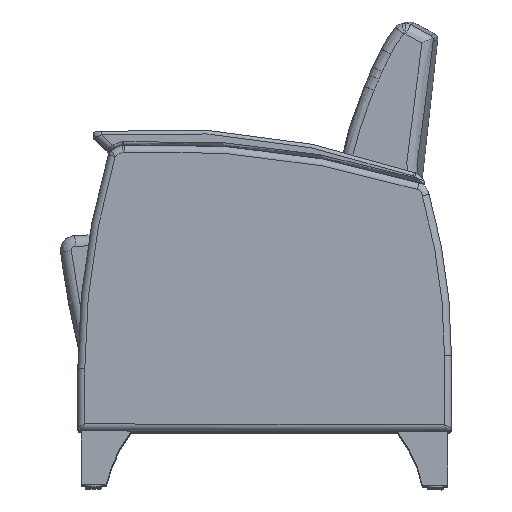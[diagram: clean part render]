
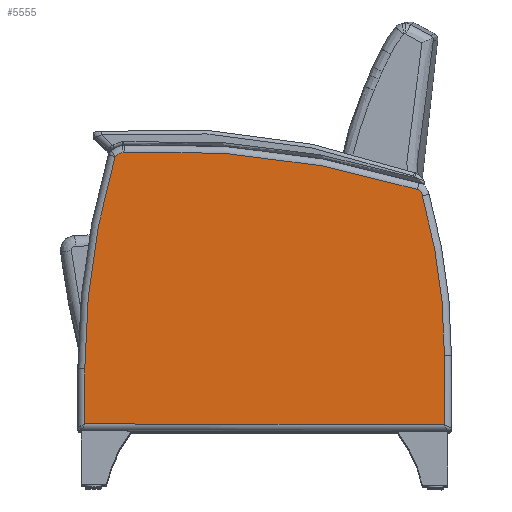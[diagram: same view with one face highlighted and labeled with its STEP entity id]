
A CAD part, top view. The second image highlights one B-rep face of the part: STEP entity #5555.
In plain terms, the highlighted planar face has unit normal (0, 0, 1).
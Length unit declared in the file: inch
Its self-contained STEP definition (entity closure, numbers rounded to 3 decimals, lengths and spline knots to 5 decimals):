
#277=PLANE('',#6162);
#382=LINE('',#15452,#525);
#383=LINE('',#15469,#526);
#385=LINE('',#15511,#528);
#525=VECTOR('',#7252,0.3937);
#526=VECTOR('',#7261,0.3937);
#528=VECTOR('',#7297,0.3937);
#891=CIRCLE('',#6128,0.01);
#895=CIRCLE('',#6134,53.60447);
#898=CIRCLE('',#6139,1.37874);
#901=CIRCLE('',#6143,0.51);
#904=CIRCLE('',#6147,59.51);
#906=CIRCLE('',#6150,0.51);
#908=CIRCLE('',#6154,40.34554);
#1294=FACE_OUTER_BOUND('',#1671,.T.);
#1671=EDGE_LOOP('',(#4599,#4600,#4601,#4602,#4603,#4604,#4605,#4606,#4607,
#4608));
#2411=VERTEX_POINT('',#15283);
#2420=VERTEX_POINT('',#15395);
#2423=VERTEX_POINT('',#15424);
#2424=VERTEX_POINT('',#15425);
#2428=VERTEX_POINT('',#15456);
#2429=VERTEX_POINT('',#15472);
#2431=VERTEX_POINT('',#15478);
#2433=VERTEX_POINT('',#15484);
#2436=VERTEX_POINT('',#15492);
#2437=VERTEX_POINT('',#15509);
#3159=EDGE_CURVE('',#2423,#2424,#891,.T.);
#3163=EDGE_CURVE('',#2411,#2420,#382,.T.);
#3166=EDGE_CURVE('',#2428,#2423,#895,.T.);
#3167=EDGE_CURVE('',#2420,#2428,#383,.T.);
#3171=EDGE_CURVE('',#2424,#2429,#898,.T.);
#3174=EDGE_CURVE('',#2429,#2431,#901,.T.);
#3177=EDGE_CURVE('',#2431,#2433,#904,.T.);
#3179=EDGE_CURVE('',#2433,#2436,#906,.T.);
#3182=EDGE_CURVE('',#2437,#2411,#385,.T.);
#3183=EDGE_CURVE('',#2436,#2437,#908,.T.);
#4599=ORIENTED_EDGE('',*,*,#3163,.F.);
#4600=ORIENTED_EDGE('',*,*,#3182,.F.);
#4601=ORIENTED_EDGE('',*,*,#3183,.F.);
#4602=ORIENTED_EDGE('',*,*,#3179,.F.);
#4603=ORIENTED_EDGE('',*,*,#3177,.F.);
#4604=ORIENTED_EDGE('',*,*,#3174,.F.);
#4605=ORIENTED_EDGE('',*,*,#3171,.F.);
#4606=ORIENTED_EDGE('',*,*,#3159,.F.);
#4607=ORIENTED_EDGE('',*,*,#3166,.F.);
#4608=ORIENTED_EDGE('',*,*,#3167,.F.);
#5555=ADVANCED_FACE('',(#1294),#277,.T.);
#6128=AXIS2_PLACEMENT_3D('',#15426,#7244,#7245);
#6134=AXIS2_PLACEMENT_3D('',#15467,#7257,#7258);
#6139=AXIS2_PLACEMENT_3D('',#15476,#7269,#7270);
#6143=AXIS2_PLACEMENT_3D('',#15482,#7277,#7278);
#6147=AXIS2_PLACEMENT_3D('',#15488,#7285,#7286);
#6150=AXIS2_PLACEMENT_3D('',#15493,#7291,#7292);
#6154=AXIS2_PLACEMENT_3D('',#15513,#7300,#7301);
#6162=AXIS2_PLACEMENT_3D('',#15527,#7319,#7320);
#7244=DIRECTION('center_axis',(0.,0.,-1.));
#7245=DIRECTION('ref_axis',(-0.844,0.537,0.));
#7252=DIRECTION('',(-1.,0.,0.));
#7257=DIRECTION('center_axis',(0.,0.,-1.));
#7258=DIRECTION('ref_axis',(-0.99,0.14,0.));
#7261=DIRECTION('',(0.,1.,0.));
#7269=DIRECTION('center_axis',(0.,0.,-1.));
#7270=DIRECTION('ref_axis',(-0.425,0.905,0.));
#7277=DIRECTION('center_axis',(0.,0.,-1.));
#7278=DIRECTION('ref_axis',(-0.128,0.992,0.));
#7285=DIRECTION('center_axis',(0.,0.,-1.));
#7286=DIRECTION('ref_axis',(0.124,0.992,0.));
#7291=DIRECTION('center_axis',(0.,0.,-1.));
#7292=DIRECTION('ref_axis',(0.761,0.649,0.));
#7297=DIRECTION('',(0.,-1.,0.));
#7300=DIRECTION('center_axis',(0.,0.,-1.));
#7301=DIRECTION('ref_axis',(0.99,0.139,0.));
#7319=DIRECTION('center_axis',(0.,0.,1.));
#7320=DIRECTION('ref_axis',(1.,0.,0.));
#15283=CARTESIAN_POINT('',(10.90024,1.87751,2.75));
#15395=CARTESIAN_POINT('',(-14.26196,1.87751,2.75));
#15424=CARTESIAN_POINT('',(-12.1622,20.60571,2.75));
#15425=CARTESIAN_POINT('',(-12.15843,20.61408,2.75));
#15426=CARTESIAN_POINT('Origin',(-12.15221,20.60625,2.75));
#15452=CARTESIAN_POINT('',(5.3351,1.87751,2.75));
#15456=CARTESIAN_POINT('',(-14.26196,5.72415,2.75));
#15467=CARTESIAN_POINT('Origin',(39.34251,5.74957,2.75));
#15469=CARTESIAN_POINT('',(-14.26196,5.41302,2.75));
#15472=CARTESIAN_POINT('',(-11.58595,20.88307,2.75));
#15476=CARTESIAN_POINT('Origin',(-11.3015,19.534,2.75));
#15478=CARTESIAN_POINT('',(-11.50601,20.89342,2.75));
#15482=CARTESIAN_POINT('Origin',(-11.48073,20.38404,2.75));
#15484=CARTESIAN_POINT('',(8.96825,18.32805,2.75));
#15488=CARTESIAN_POINT('Origin',(-8.55543,-38.54339,2.75));
#15492=CARTESIAN_POINT('',(9.32631,17.88314,2.75));
#15493=CARTESIAN_POINT('Origin',(8.81808,17.84066,2.75));
#15509=CARTESIAN_POINT('',(10.90024,6.72403,2.75));
#15511=CARTESIAN_POINT('',(10.90024,8.58129,2.75));
#15513=CARTESIAN_POINT('Origin',(-29.4453,6.72403,2.75));
#15527=CARTESIAN_POINT('Origin',(-1.61059,10.43854,2.75));
